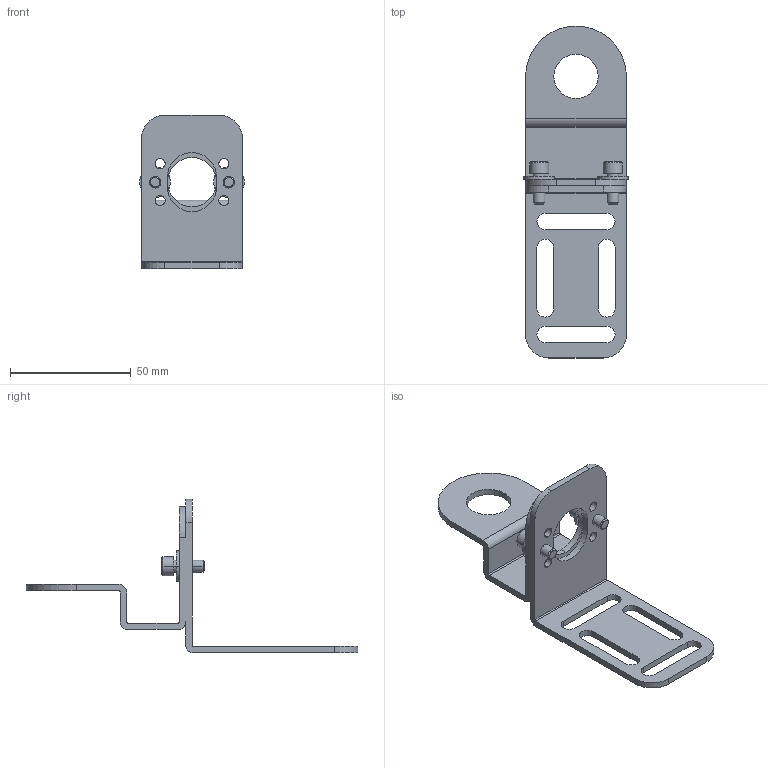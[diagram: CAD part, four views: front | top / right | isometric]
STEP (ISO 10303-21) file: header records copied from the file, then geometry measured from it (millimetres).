
FILE_DESCRIPTION((''),'2;1');
FILE_NAME('141618_SW','2008-08-08T',('banengservice'),('BANNER ENGINEERING'),'PRO/ENGINEER BY PARAMETRIC TECHNOLOGY CORPORATION, 2006170','PRO/ENGINEER BY PARAMETRIC TECHNOLOGY CORPORATION, 2006170','');
FILE_SCHEMA(('CONFIG_CONTROL_DESIGN'));
Length unit declared in the file: inch
Products named in the file (1): 141618_SW
Bounding box: 43.18 x 137.16 x 63.5 mm (x, y, z)
Volume: 23291 mm3; surface area: 18559 mm2
Topology: 1 solids, 1 shells, 139 faces, 374 edges, 238 vertices
Faces by surface type: plane 66, cylinder 65, cone 8
Entity records: 4496 total; most frequent: DIRECTION 836, CARTESIAN_POINT 751, ORIENTED_EDGE 748, EDGE_CURVE 374, AXIS2_PLACEMENT_3D 323, VERTEX_POINT 238, VECTOR 190, LINE 190
